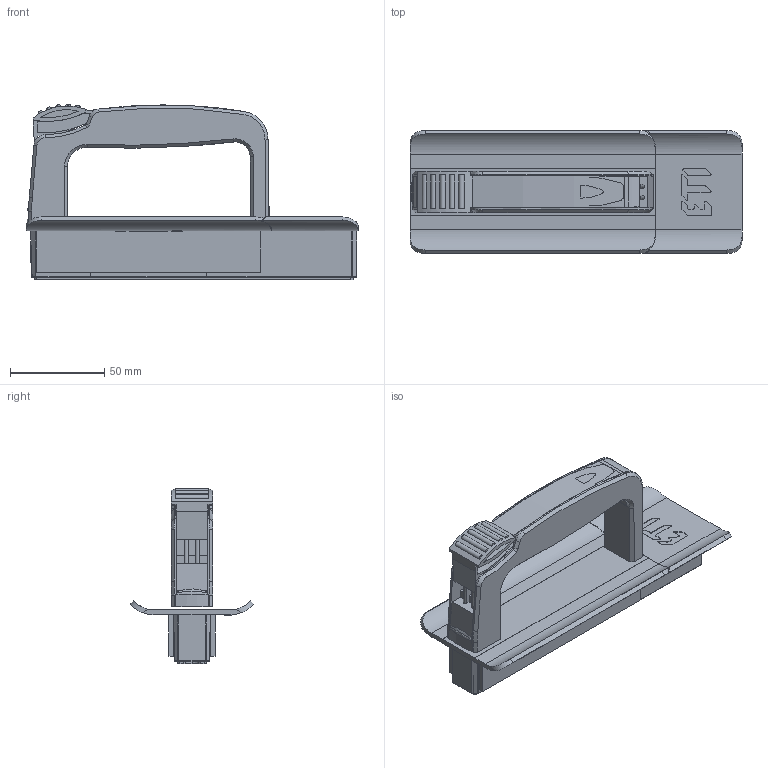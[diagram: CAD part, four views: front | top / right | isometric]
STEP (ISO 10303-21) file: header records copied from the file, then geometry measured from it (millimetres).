
FILE_DESCRIPTION((''),'2;1');
FILE_NAME('U8950040_NH-SICHERUNGSHANDGRIFF_ASM','2021-05-14T',('marketing.praksa'),('Audax d.o.o.'),'CREO PARAMETRIC BY PTC INC, 2017480','CREO PARAMETRIC BY PTC INC, 2017480','');
FILE_SCHEMA(('AUTOMOTIVE_DESIGN { 1 0 10303 214 1 1 1 1 }'));
Length unit declared in the file: millimetre
Products named in the file (7): 34123_L_HANDGRIFF_1; 34141_L_BEGRENZUNGSSCHEIBE_1; 34124_L_BETAETIGER_1; 34125_01_L_AUFSETZTEIL_1500V; PRT9561; PRT10005; U8950040_NH-SICHERUNGSHANDGRIFF_ASM
Assembly tree (6 placements, depth 2):
  U8950040_NH-SICHERUNGSHANDGRIFF_ASM
    34123_L_HANDGRIFF_1
    34141_L_BEGRENZUNGSSCHEIBE_1
    34124_L_BETAETIGER_1
    34125_01_L_AUFSETZTEIL_1500V
    PRT9561
    PRT10005
Bounding box: 175.87 x 65.2 x 93.17 mm (x, y, z)
Volume: 100514 mm3; surface area: 91132 mm2
Topology: 8 solids, 8 shells, 714 faces, 2022 edges, 1317 vertices
Faces by surface type: plane 440, cylinder 205, cone 31, bspline 19, sphere 10, extrusion 9
Entity records: 35683 total; most frequent: CARTESIAN_POINT 5656, ORIENTED_EDGE 4024, DIRECTION 3610, PRESENTATION_STYLE_ASSIGNMENT 2743, STYLED_ITEM 2743, CURVE_STYLE 2021, EDGE_CURVE 2012, VECTOR 1402
